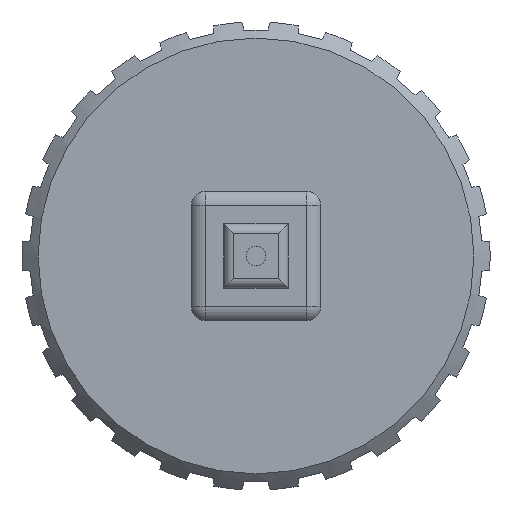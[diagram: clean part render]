
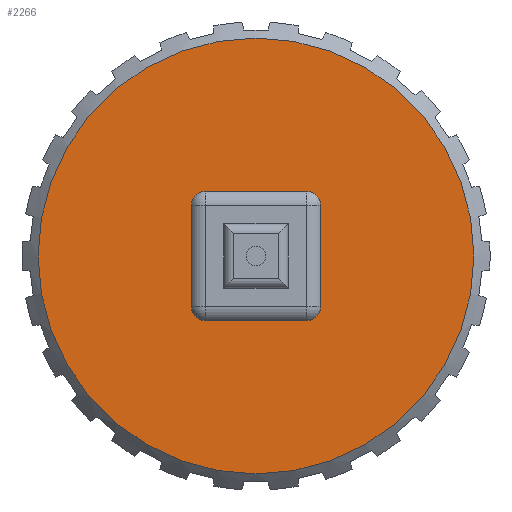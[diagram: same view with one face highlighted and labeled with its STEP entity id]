
A CAD part, front view. The second image highlights one B-rep face of the part: STEP entity #2266.
In plain terms, the highlighted planar face has unit normal (0, -1, 0).
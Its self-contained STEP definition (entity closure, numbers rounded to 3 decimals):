
#181=FACE_BOUND('',#452,.T.);
#194=PLANE('',#2480);
#321=FACE_OUTER_BOUND('',#451,.T.);
#451=EDGE_LOOP('',(#1856));
#452=EDGE_LOOP('',(#1857,#1858,#1859,#1860,#1861,#1862,#1863,#1864));
#547=LINE('',#3148,#678);
#548=LINE('',#3151,#679);
#550=LINE('',#3161,#681);
#552=LINE('',#3171,#683);
#678=VECTOR('',#2619,10.);
#679=VECTOR('',#2622,10.);
#681=VECTOR('',#2634,10.);
#683=VECTOR('',#2646,10.);
#796=CIRCLE('',#2376,0.866);
#801=CIRCLE('',#2384,0.866);
#804=CIRCLE('',#2389,0.866);
#807=CIRCLE('',#2394,0.866);
#861=CIRCLE('',#2453,13.5);
#875=VERTEX_POINT('',#3137);
#876=VERTEX_POINT('',#3138);
#879=VERTEX_POINT('',#3146);
#880=VERTEX_POINT('',#3150);
#882=VERTEX_POINT('',#3156);
#883=VERTEX_POINT('',#3160);
#885=VERTEX_POINT('',#3166);
#886=VERTEX_POINT('',#3170);
#1099=VERTEX_POINT('',#3976);
#1120=EDGE_CURVE('',#875,#876,#796,.F.);
#1125=EDGE_CURVE('',#875,#879,#547,.T.);
#1126=EDGE_CURVE('',#880,#876,#548,.T.);
#1129=EDGE_CURVE('',#880,#882,#801,.F.);
#1131=EDGE_CURVE('',#883,#882,#550,.T.);
#1134=EDGE_CURVE('',#883,#885,#804,.F.);
#1136=EDGE_CURVE('',#886,#885,#552,.T.);
#1139=EDGE_CURVE('',#886,#879,#807,.F.);
#1356=EDGE_CURVE('',#1099,#1099,#861,.T.);
#1856=ORIENTED_EDGE('',*,*,#1356,.T.);
#1857=ORIENTED_EDGE('',*,*,#1126,.T.);
#1858=ORIENTED_EDGE('',*,*,#1120,.F.);
#1859=ORIENTED_EDGE('',*,*,#1125,.T.);
#1860=ORIENTED_EDGE('',*,*,#1139,.F.);
#1861=ORIENTED_EDGE('',*,*,#1136,.T.);
#1862=ORIENTED_EDGE('',*,*,#1134,.F.);
#1863=ORIENTED_EDGE('',*,*,#1131,.T.);
#1864=ORIENTED_EDGE('',*,*,#1129,.F.);
#2266=ADVANCED_FACE('',(#321,#181),#194,.F.);
#2376=AXIS2_PLACEMENT_3D('',#3139,#2608,#2609);
#2384=AXIS2_PLACEMENT_3D('',#3157,#2628,#2629);
#2389=AXIS2_PLACEMENT_3D('',#3167,#2640,#2641);
#2394=AXIS2_PLACEMENT_3D('',#3175,#2652,#2653);
#2453=AXIS2_PLACEMENT_3D('',#3978,#2775,#2776);
#2480=AXIS2_PLACEMENT_3D('',#4055,#2879,#2880);
#2608=DIRECTION('center_axis',(0.,1.,0.));
#2609=DIRECTION('ref_axis',(0.,0.,1.));
#2619=DIRECTION('',(0.,0.,-1.));
#2622=DIRECTION('',(1.,0.,0.));
#2628=DIRECTION('center_axis',(0.,1.,0.));
#2629=DIRECTION('ref_axis',(0.,0.,1.));
#2634=DIRECTION('',(0.,0.,1.));
#2640=DIRECTION('center_axis',(0.,1.,0.));
#2641=DIRECTION('ref_axis',(0.,0.,1.));
#2646=DIRECTION('',(-1.,0.,0.));
#2652=DIRECTION('center_axis',(0.,1.,0.));
#2653=DIRECTION('ref_axis',(0.,0.,1.));
#2775=DIRECTION('center_axis',(0.,-1.,0.));
#2776=DIRECTION('ref_axis',(0.,0.,1.));
#2879=DIRECTION('center_axis',(0.,1.,0.));
#2880=DIRECTION('ref_axis',(0.,0.,1.));
#3137=CARTESIAN_POINT('',(4.,-6.,3.134));
#3138=CARTESIAN_POINT('',(3.134,-6.,4.));
#3139=CARTESIAN_POINT('Origin',(3.134,-6.,3.134));
#3146=CARTESIAN_POINT('',(4.,-6.,-3.134));
#3148=CARTESIAN_POINT('',(4.,-6.,-2.));
#3150=CARTESIAN_POINT('',(-3.134,-6.,4.));
#3151=CARTESIAN_POINT('',(2.,-6.,4.));
#3156=CARTESIAN_POINT('',(-4.,-6.,3.134));
#3157=CARTESIAN_POINT('Origin',(-3.134,-6.,3.134));
#3160=CARTESIAN_POINT('',(-4.,-6.,-3.134));
#3161=CARTESIAN_POINT('',(-4.,-6.,2.));
#3166=CARTESIAN_POINT('',(-3.134,-6.,-4.));
#3167=CARTESIAN_POINT('Origin',(-3.134,-6.,-3.134));
#3170=CARTESIAN_POINT('',(3.134,-6.,-4.));
#3171=CARTESIAN_POINT('',(-2.,-6.,-4.));
#3175=CARTESIAN_POINT('Origin',(3.134,-6.,-3.134));
#3976=CARTESIAN_POINT('',(0.,-6.,-13.5));
#3978=CARTESIAN_POINT('Origin',(0.,-6.,0.));
#4055=CARTESIAN_POINT('Origin',(0.,-6.,0.));
